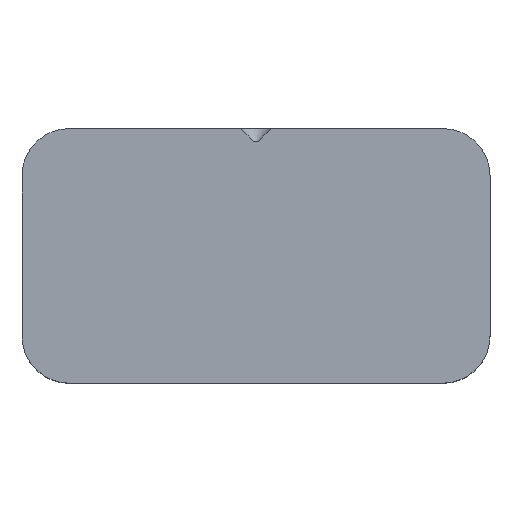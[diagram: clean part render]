
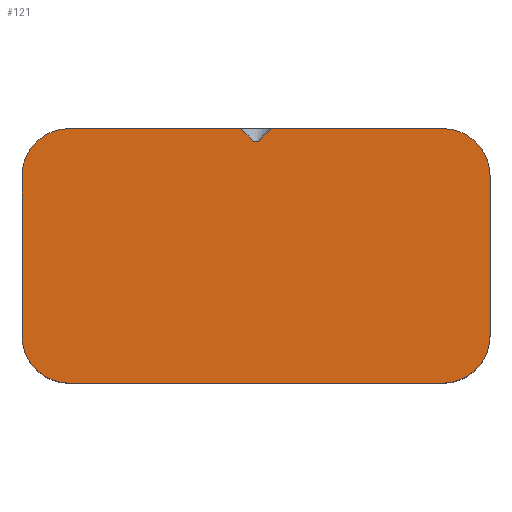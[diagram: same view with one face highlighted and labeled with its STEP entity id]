
A CAD part, top view. The second image highlights one B-rep face of the part: STEP entity #121.
In plain terms, the highlighted planar face has unit normal (0, 0, 1).
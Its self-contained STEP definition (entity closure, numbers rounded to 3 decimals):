
#22 = VERTEX_POINT('',#23);
#23 = CARTESIAN_POINT('',(43.875,-15.,0.));
#40 = VERTEX_POINT('',#41);
#41 = CARTESIAN_POINT('',(43.875,15.,0.));
#47 = EDGE_CURVE('',#22,#40,#48,.T.);
#48 = LINE('',#49,#50);
#49 = CARTESIAN_POINT('',(43.875,-23.875,0.));
#50 = VECTOR('',#51,1.);
#51 = DIRECTION('',(0.,1.,0.));
#62 = EDGE_CURVE('',#22,#63,#65,.T.);
#63 = VERTEX_POINT('',#64);
#64 = CARTESIAN_POINT('',(35.,-23.875,0.));
#65 = CIRCLE('',#66,8.875);
#66 = AXIS2_PLACEMENT_3D('',#67,#68,#69);
#67 = CARTESIAN_POINT('',(35.,-15.,0.));
#68 = DIRECTION('',(0.,0.,-1.));
#69 = DIRECTION('',(0.,1.,0.));
#121 = ADVANCED_FACE('',(#122),#206,.T.);
#122 = FACE_BOUND('',#123,.T.);
#123 = EDGE_LOOP('',(#124,#125,#126,#135,#143,#150,#158,#166,#174,#183,
    #191,#200));
#124 = ORIENTED_EDGE('',*,*,#62,.F.);
#125 = ORIENTED_EDGE('',*,*,#47,.T.);
#126 = ORIENTED_EDGE('',*,*,#127,.T.);
#127 = EDGE_CURVE('',#40,#128,#130,.T.);
#128 = VERTEX_POINT('',#129);
#129 = CARTESIAN_POINT('',(35.,23.875,0.));
#130 = CIRCLE('',#131,8.875);
#131 = AXIS2_PLACEMENT_3D('',#132,#133,#134);
#132 = CARTESIAN_POINT('',(35.,15.,0.));
#133 = DIRECTION('',(0.,-0.,1.));
#134 = DIRECTION('',(0.,1.,0.));
#135 = ORIENTED_EDGE('',*,*,#136,.T.);
#136 = EDGE_CURVE('',#128,#137,#139,.T.);
#137 = VERTEX_POINT('',#138);
#138 = CARTESIAN_POINT('',(2.875,23.875,0.));
#139 = LINE('',#140,#141);
#140 = CARTESIAN_POINT('',(43.875,23.875,0.));
#141 = VECTOR('',#142,1.);
#142 = DIRECTION('',(-1.,0.,0.));
#143 = ORIENTED_EDGE('',*,*,#144,.T.);
#144 = EDGE_CURVE('',#137,#145,#147,.T.);
#145 = VERTEX_POINT('',#146);
#146 = CARTESIAN_POINT('',(0.5,21.5,0.));
#147 = B_SPLINE_CURVE_WITH_KNOTS('',1,(#148,#149),.UNSPECIFIED.,.F.,.F.,
  (2,2),(0.,1.),.PIECEWISE_BEZIER_KNOTS.);
#148 = CARTESIAN_POINT('',(3.,24.,0.));
#149 = CARTESIAN_POINT('',(0.5,21.5,0.));
#150 = ORIENTED_EDGE('',*,*,#151,.F.);
#151 = EDGE_CURVE('',#152,#145,#154,.T.);
#152 = VERTEX_POINT('',#153);
#153 = CARTESIAN_POINT('',(-0.5,21.5,0.));
#154 = LINE('',#155,#156);
#155 = CARTESIAN_POINT('',(0.,21.5,0.));
#156 = VECTOR('',#157,1.);
#157 = DIRECTION('',(1.,0.,0.));
#158 = ORIENTED_EDGE('',*,*,#159,.T.);
#159 = EDGE_CURVE('',#152,#160,#162,.T.);
#160 = VERTEX_POINT('',#161);
#161 = CARTESIAN_POINT('',(-2.875,23.875,0.));
#162 = LINE('',#163,#164);
#163 = CARTESIAN_POINT('',(0.,21.,0.));
#164 = VECTOR('',#165,1.);
#165 = DIRECTION('',(-0.707,0.707,0.));
#166 = ORIENTED_EDGE('',*,*,#167,.T.);
#167 = EDGE_CURVE('',#160,#168,#170,.T.);
#168 = VERTEX_POINT('',#169);
#169 = CARTESIAN_POINT('',(-35.,23.875,0.));
#170 = LINE('',#171,#172);
#171 = CARTESIAN_POINT('',(43.875,23.875,0.));
#172 = VECTOR('',#173,1.);
#173 = DIRECTION('',(-1.,0.,0.));
#174 = ORIENTED_EDGE('',*,*,#175,.T.);
#175 = EDGE_CURVE('',#168,#176,#178,.T.);
#176 = VERTEX_POINT('',#177);
#177 = CARTESIAN_POINT('',(-43.875,15.,0.));
#178 = CIRCLE('',#179,8.875);
#179 = AXIS2_PLACEMENT_3D('',#180,#181,#182);
#180 = CARTESIAN_POINT('',(-35.,15.,0.));
#181 = DIRECTION('',(0.,-0.,1.));
#182 = DIRECTION('',(0.,1.,0.));
#183 = ORIENTED_EDGE('',*,*,#184,.T.);
#184 = EDGE_CURVE('',#176,#185,#187,.T.);
#185 = VERTEX_POINT('',#186);
#186 = CARTESIAN_POINT('',(-43.875,-15.,0.));
#187 = LINE('',#188,#189);
#188 = CARTESIAN_POINT('',(-43.875,23.875,0.));
#189 = VECTOR('',#190,1.);
#190 = DIRECTION('',(0.,-1.,0.));
#191 = ORIENTED_EDGE('',*,*,#192,.T.);
#192 = EDGE_CURVE('',#185,#193,#195,.T.);
#193 = VERTEX_POINT('',#194);
#194 = CARTESIAN_POINT('',(-35.,-23.875,0.));
#195 = CIRCLE('',#196,8.875);
#196 = AXIS2_PLACEMENT_3D('',#197,#198,#199);
#197 = CARTESIAN_POINT('',(-35.,-15.,0.));
#198 = DIRECTION('',(0.,-0.,1.));
#199 = DIRECTION('',(0.,1.,0.));
#200 = ORIENTED_EDGE('',*,*,#201,.T.);
#201 = EDGE_CURVE('',#193,#63,#202,.T.);
#202 = LINE('',#203,#204);
#203 = CARTESIAN_POINT('',(-43.875,-23.875,0.));
#204 = VECTOR('',#205,1.);
#205 = DIRECTION('',(1.,0.,0.));
#206 = PLANE('',#207);
#207 = AXIS2_PLACEMENT_3D('',#208,#209,#210);
#208 = CARTESIAN_POINT('',(0.,0.,0.));
#209 = DIRECTION('',(0.,0.,1.));
#210 = DIRECTION('',(1.,0.,0.));
